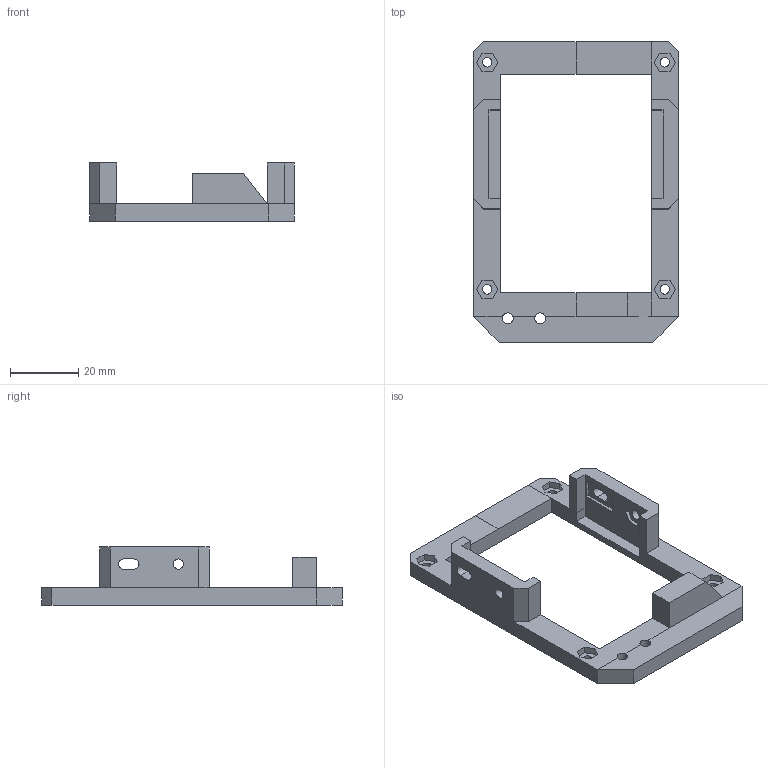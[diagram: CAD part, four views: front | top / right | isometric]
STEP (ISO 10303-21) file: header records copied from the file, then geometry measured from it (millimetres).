
FILE_DESCRIPTION(('FreeCAD Model'),'2;1');
FILE_NAME('Peripheral.step', '2017-05-08T22:37:26',('Author'),(''), 'Open CASCADE STEP processor 6.8','FreeCAD','Unknown');
FILE_SCHEMA(('AUTOMOTIVE_DESIGN_CC2 { 1 2 10303 214 -1 1 5 4 }'));
Length unit declared in the file: millimetre
Products named in the file (2): ASSEMBLY; Chamfer
Assembly tree (1 placements, depth 2):
  ASSEMBLY
    Chamfer
Bounding box: 60 x 88 x 17 mm (x, y, z)
Volume: 15287.5 mm3; surface area: 10361.7 mm2
Topology: 1 solids, 1 shells, 127 faces, 333 edges, 216 vertices
Faces by surface type: plane 112, cylinder 15
Full cylindrical faces by diameter (mm): 2.8 x4, 3 x2, 3.2 x2, 5 x2, 12 x1
Entity records: 8237 total; most frequent: CARTESIAN_POINT 1536, DIRECTION 1199, LINE 859, VECTOR 859, ORIENTED_EDGE 666, PCURVE 666, DEFINITIONAL_REPRESENTATION 666, EDGE_CURVE 333
